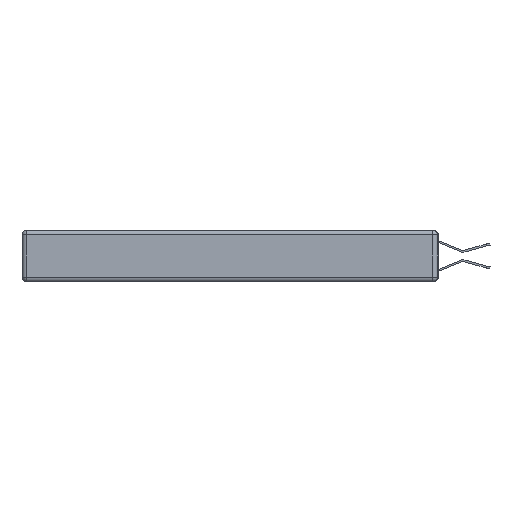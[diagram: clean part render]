
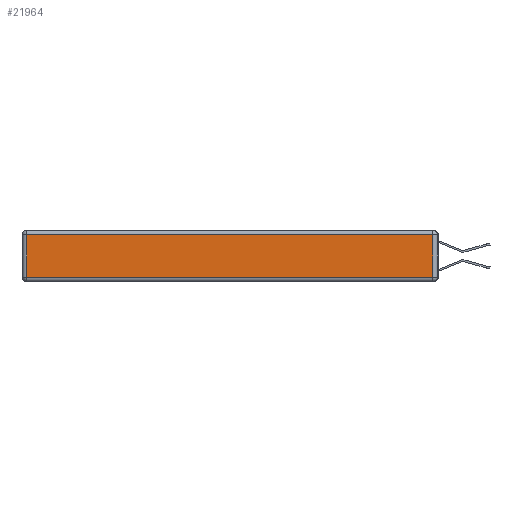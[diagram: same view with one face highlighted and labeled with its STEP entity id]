
A CAD part, left-side view. The second image highlights one B-rep face of the part: STEP entity #21964.
In plain terms, the highlighted planar face has unit normal (-1, 0, 0).
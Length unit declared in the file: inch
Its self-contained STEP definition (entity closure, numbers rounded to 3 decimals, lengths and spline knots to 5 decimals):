
#510 = CARTESIAN_POINT ( 'NONE',  ( 0., 0., -0.313 ) ) ;
#1051 = DIRECTION ( 'NONE',  ( 0., 1., 0. ) ) ;
#1338 = ORIENTED_EDGE ( 'NONE', *, *, #14351, .T. ) ;
#1694 = DIRECTION ( 'NONE',  ( -1., 0., 0. ) ) ;
#1885 = DIRECTION ( 'NONE',  ( 0., 0., -1. ) ) ;
#2830 = AXIS2_PLACEMENT_3D ( 'NONE', #22509, #1694, #17091 ) ;
#2840 = LINE ( 'NONE', #9536, #7660 ) ;
#3014 = LINE ( 'NONE', #510, #13279 ) ;
#3063 = VERTEX_POINT ( 'NONE', #5735 ) ;
#3830 = LINE ( 'NONE', #11310, #4134 ) ;
#4134 = VECTOR ( 'NONE', #1885, 39.37008 ) ;
#4984 = CARTESIAN_POINT ( 'NONE',  ( 0., 0.03, -0.313 ) ) ;
#5547 = VERTEX_POINT ( 'NONE', #4984 ) ;
#5735 = CARTESIAN_POINT ( 'NONE',  ( 0., 2.72, -0.313 ) ) ;
#6239 = LINE ( 'NONE', #10570, #11391 ) ;
#7491 = PLANE ( 'NONE',  #2830 ) ;
#7660 = VECTOR ( 'NONE', #17443, 39.37008 ) ;
#9360 = EDGE_CURVE ( 'NONE', #3063, #5547, #3014, .T. ) ;
#9536 = CARTESIAN_POINT ( 'NONE',  ( 0., 0.03, -0.343 ) ) ;
#10570 = CARTESIAN_POINT ( 'NONE',  ( 0., 2.75, -0.03 ) ) ;
#10632 = DIRECTION ( 'NONE',  ( 0., -1., 0. ) ) ;
#11310 = CARTESIAN_POINT ( 'NONE',  ( 0., 2.72, -0.343 ) ) ;
#11391 = VECTOR ( 'NONE', #1051, 39.37008 ) ;
#11596 = EDGE_LOOP ( 'NONE', ( #14058, #19247, #13654, #1338 ) ) ;
#12588 = VERTEX_POINT ( 'NONE', #17426 ) ;
#13016 = FACE_OUTER_BOUND ( 'NONE', #11596, .T. ) ;
#13279 = VECTOR ( 'NONE', #10632, 39.37008 ) ;
#13654 = ORIENTED_EDGE ( 'NONE', *, *, #23909, .T. ) ;
#14058 = ORIENTED_EDGE ( 'NONE', *, *, #9360, .T. ) ;
#14351 = EDGE_CURVE ( 'NONE', #12588, #3063, #3830, .T. ) ;
#15888 = VERTEX_POINT ( 'NONE', #22023 ) ;
#17091 = DIRECTION ( 'NONE',  ( 0., 0., 1. ) ) ;
#17426 = CARTESIAN_POINT ( 'NONE',  ( 0., 2.72, -0.03 ) ) ;
#17443 = DIRECTION ( 'NONE',  ( 0., 0., 1. ) ) ;
#19247 = ORIENTED_EDGE ( 'NONE', *, *, #19658, .T. ) ;
#19658 = EDGE_CURVE ( 'NONE', #5547, #15888, #2840, .T. ) ;
#21964 = ADVANCED_FACE ( 'NONE', ( #13016 ), #7491, .T. ) ;
#22023 = CARTESIAN_POINT ( 'NONE',  ( 0., 0.03, -0.03 ) ) ;
#22509 = CARTESIAN_POINT ( 'NONE',  ( 0., 0., -0.343 ) ) ;
#23909 = EDGE_CURVE ( 'NONE', #15888, #12588, #6239, .T. ) ;
